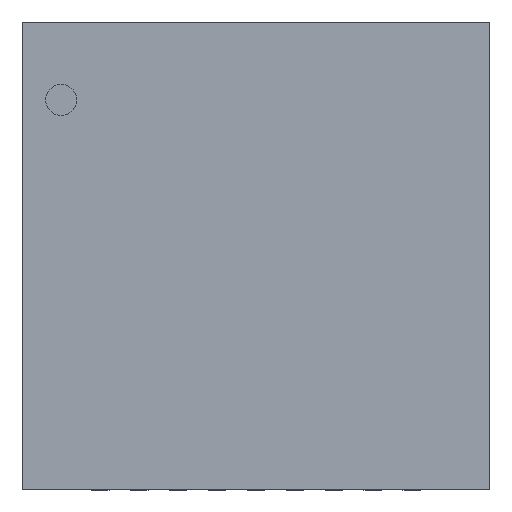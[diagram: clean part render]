
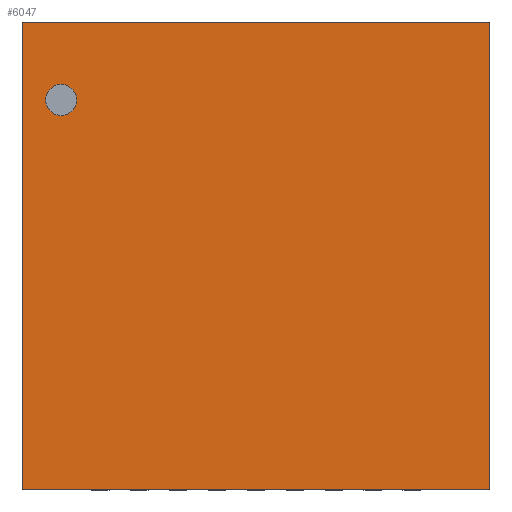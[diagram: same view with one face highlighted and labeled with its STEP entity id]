
A CAD part, top view. The second image highlights one B-rep face of the part: STEP entity #6047.
In plain terms, the highlighted planar face has unit normal (0, 0, 1).
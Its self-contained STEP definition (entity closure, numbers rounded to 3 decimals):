
#1599 = EDGE_CURVE('',#1600,#1602,#1604,.T.);
#1600 = VERTEX_POINT('',#1601);
#1601 = CARTESIAN_POINT('',(-3.,3.,0.9));
#1602 = VERTEX_POINT('',#1603);
#1603 = CARTESIAN_POINT('',(3.,3.,0.9));
#1604 = LINE('',#1605,#1606);
#1605 = CARTESIAN_POINT('',(-3.,3.,0.9));
#1606 = VECTOR('',#1607,1.);
#1607 = DIRECTION('',(1.,0.,0.));
#2721 = EDGE_CURVE('',#1602,#2722,#2724,.T.);
#2722 = VERTEX_POINT('',#2723);
#2723 = CARTESIAN_POINT('',(3.,-3.,0.9));
#2724 = LINE('',#2725,#2726);
#2725 = CARTESIAN_POINT('',(3.,3.,0.9));
#2726 = VECTOR('',#2727,1.);
#2727 = DIRECTION('',(0.,-1.,0.));
#3832 = EDGE_CURVE('',#3833,#2722,#3835,.T.);
#3833 = VERTEX_POINT('',#3834);
#3834 = CARTESIAN_POINT('',(-3.,-3.,0.9));
#3835 = LINE('',#3836,#3837);
#3836 = CARTESIAN_POINT('',(-3.,-3.,0.9));
#3837 = VECTOR('',#3838,1.);
#3838 = DIRECTION('',(1.,0.,0.));
#4947 = EDGE_CURVE('',#1600,#3833,#4948,.T.);
#4948 = LINE('',#4949,#4950);
#4949 = CARTESIAN_POINT('',(-3.,3.,0.9));
#4950 = VECTOR('',#4951,1.);
#4951 = DIRECTION('',(0.,-1.,0.));
#6047 = ADVANCED_FACE('',(#6048,#6054),#6065,.T.);
#6048 = FACE_BOUND('',#6049,.T.);
#6049 = EDGE_LOOP('',(#6050,#6051,#6052,#6053));
#6050 = ORIENTED_EDGE('',*,*,#1599,.F.);
#6051 = ORIENTED_EDGE('',*,*,#4947,.T.);
#6052 = ORIENTED_EDGE('',*,*,#3832,.T.);
#6053 = ORIENTED_EDGE('',*,*,#2721,.F.);
#6054 = FACE_BOUND('',#6055,.T.);
#6055 = EDGE_LOOP('',(#6056));
#6056 = ORIENTED_EDGE('',*,*,#6057,.F.);
#6057 = EDGE_CURVE('',#6058,#6058,#6060,.T.);
#6058 = VERTEX_POINT('',#6059);
#6059 = CARTESIAN_POINT('',(-2.5,1.8,0.9));
#6060 = CIRCLE('',#6061,0.2);
#6061 = AXIS2_PLACEMENT_3D('',#6062,#6063,#6064);
#6062 = CARTESIAN_POINT('',(-2.5,2.,0.9));
#6063 = DIRECTION('',(0.,0.,1.));
#6064 = DIRECTION('',(0.,-1.,0.));
#6065 = PLANE('',#6066);
#6066 = AXIS2_PLACEMENT_3D('',#6067,#6068,#6069);
#6067 = CARTESIAN_POINT('',(-3.,3.,0.9));
#6068 = DIRECTION('',(0.,0.,1.));
#6069 = DIRECTION('',(0.,-1.,0.));
